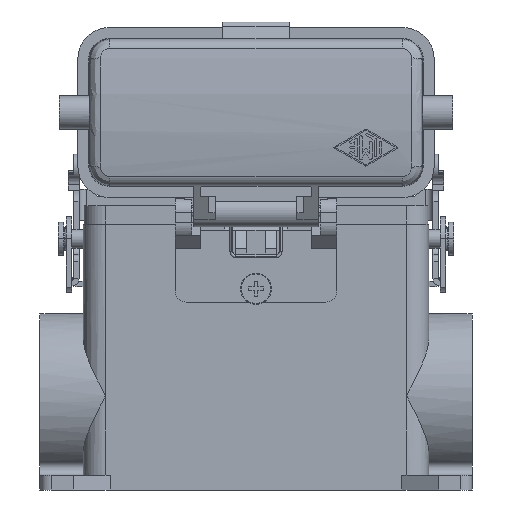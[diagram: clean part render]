
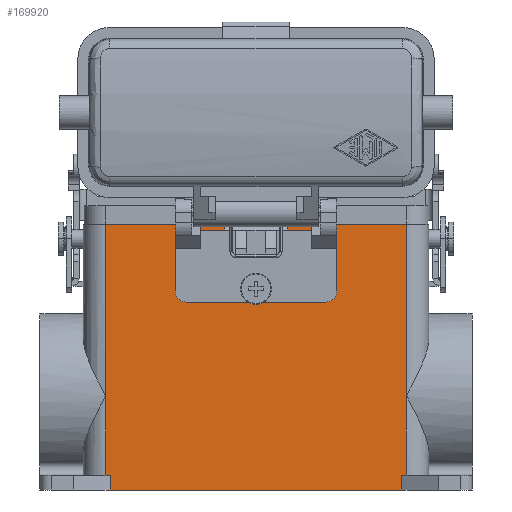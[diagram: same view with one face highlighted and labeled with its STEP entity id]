
A CAD part, left-side view. The second image highlights one B-rep face of the part: STEP entity #169920.
In plain terms, the highlighted face is planar.
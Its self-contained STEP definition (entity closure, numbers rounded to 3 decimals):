
#17920=CARTESIAN_POINT('',(-21.9,22.25,2.4));
#17930=VERTEX_POINT('',#17920);
#18220=CARTESIAN_POINT('',(-8.5,22.25,2.4));
#18230=VERTEX_POINT('',#18220);
#18260=CARTESIAN_POINT('',(0.,22.25,2.4));
#18270=DIRECTION('',(-1.,0.,0.));
#18280=VECTOR('',#18270,1.);
#18290=LINE('',#18260,#18280);
#18300=EDGE_CURVE('',#18230,#17930,#18290,.T.);
#24890=CARTESIAN_POINT('',(21.9,22.25,-14.1));
#24900=VERTEX_POINT('',#24890);
#24930=CARTESIAN_POINT('',(21.9,22.25,0.));
#24940=DIRECTION('',(0.,0.,1.));
#24950=VECTOR('',#24940,1.);
#24960=LINE('',#24930,#24950);
#24970=CARTESIAN_POINT('',(21.9,22.25,2.4));
#24980=VERTEX_POINT('',#24970);
#24990=EDGE_CURVE('',#24900,#24980,#24960,.T.);
#33790=CARTESIAN_POINT('',(-18.9,22.25,-17.1));
#33800=VERTEX_POINT('',#33790);
#33830=CARTESIAN_POINT('',(0.,22.25,-17.1));
#33840=DIRECTION('',(1.,0.,0.));
#33850=VECTOR('',#33840,1.);
#33860=LINE('',#33830,#33850);
#33870=CARTESIAN_POINT('',(18.9,22.25,-17.1));
#33880=VERTEX_POINT('',#33870);
#33890=EDGE_CURVE('',#33800,#33880,#33860,.T.);
#38590=CARTESIAN_POINT('',(-21.9,22.25,-14.1));
#38600=VERTEX_POINT('',#38590);
#38630=CARTESIAN_POINT('',(-18.9,22.25,-14.1));
#38640=DIRECTION('',(0.,-1.,0.));
#38650=DIRECTION('',(-1.,0.,0.));
#38660=AXIS2_PLACEMENT_3D('',#38630,#38640,#38650);
#38670=CIRCLE('',#38660,3.);
#38680=EDGE_CURVE('',#38600,#33800,#38670,.T.);
#75670=CARTESIAN_POINT('',(-8.5,22.25,4.));
#75680=VERTEX_POINT('',#75670);
#75710=CARTESIAN_POINT('',(-8.5,22.25,0.));
#75720=DIRECTION('',(0.,0.,-1.));
#75730=VECTOR('',#75720,1.);
#75740=LINE('',#75710,#75730);
#75750=EDGE_CURVE('',#75680,#18230,#75740,.T.);
#78880=CARTESIAN_POINT('',(40.75,22.25,-42.5));
#78890=VERTEX_POINT('',#78880);
#78920=CARTESIAN_POINT('',(40.75,22.25,-68.));
#78930=DIRECTION('',(0.,0.,1.));
#78940=VECTOR('',#78930,1.);
#78950=LINE('',#78920,#78940);
#78960=CARTESIAN_POINT('',(40.75,22.25,-64.));
#78970=VERTEX_POINT('',#78960);
#78980=EDGE_CURVE('',#78970,#78890,#78950,.T.);
#100640=CARTESIAN_POINT('',(0.,22.25,2.4));
#100650=DIRECTION('',(-1.,0.,0.));
#100660=VECTOR('',#100650,1.);
#100670=LINE('',#100640,#100660);
#100680=CARTESIAN_POINT('',(8.5,22.25,2.4));
#100690=VERTEX_POINT('',#100680);
#100700=EDGE_CURVE('',#24980,#100690,#100670,.T.);
#124630=CARTESIAN_POINT('',(18.9,22.25,-14.1));
#124640=DIRECTION('',(0.,1.,0.));
#124650=DIRECTION('',(1.,0.,0.));
#124660=AXIS2_PLACEMENT_3D('',#124630,#124640,#124650);
#124670=CIRCLE('',#124660,3.);
#124680=EDGE_CURVE('',#24900,#33880,#124670,.T.);
#139970=CARTESIAN_POINT('',(-39.5,22.25,-64.));
#139980=VERTEX_POINT('',#139970);
#140010=CARTESIAN_POINT('',(-40.75,22.25,-64.));
#140020=DIRECTION('',(1.,0.,0.));
#140030=VECTOR('',#140020,1.25);
#140040=LINE('',#140010,#140030);
#140050=CARTESIAN_POINT('',(-40.75,22.25,-64.));
#140060=VERTEX_POINT('',#140050);
#140070=EDGE_CURVE('',#140060,#139980,#140040,.T.);
#141900=CARTESIAN_POINT('',(39.5,22.25,-68.));
#141910=VERTEX_POINT('',#141900);
#141940=CARTESIAN_POINT('',(-39.5,22.25,-68.));
#141950=DIRECTION('',(1.,0.,0.));
#141960=VECTOR('',#141950,79.);
#141970=LINE('',#141940,#141960);
#141980=CARTESIAN_POINT('',(-39.5,22.25,-68.));
#141990=VERTEX_POINT('',#141980);
#142000=EDGE_CURVE('',#141990,#141910,#141970,.T.);
#142500=CARTESIAN_POINT('',(-21.9,22.25,0.));
#142510=DIRECTION('',(0.,0.,1.));
#142520=VECTOR('',#142510,1.);
#142530=LINE('',#142500,#142520);
#142540=EDGE_CURVE('',#38600,#17930,#142530,.T.);
#148800=CARTESIAN_POINT('',(40.75,22.25,4.));
#148810=VERTEX_POINT('',#148800);
#148840=EDGE_CURVE('',#78890,#148810,#78950,.T.);
#149250=CARTESIAN_POINT('',(-40.75,22.25,4.));
#149260=VERTEX_POINT('',#149250);
#149290=CARTESIAN_POINT('',(-40.75,22.25,4.));
#149300=DIRECTION('',(1.,0.,0.));
#149310=VECTOR('',#149300,81.5);
#149320=LINE('',#149290,#149310);
#149330=EDGE_CURVE('',#149260,#75680,#149320,.T.);
#150120=CARTESIAN_POINT('',(8.5,22.25,4.));
#150130=VERTEX_POINT('',#150120);
#150160=EDGE_CURVE('',#150130,#148810,#149320,.T.);
#168350=CARTESIAN_POINT('',(-40.75,22.25,-64.));
#168360=DIRECTION('',(0.,0.,1.));
#168370=VECTOR('',#168360,69.);
#168380=LINE('',#168350,#168370);
#168390=CARTESIAN_POINT('',(-40.75,22.25,-42.5));
#168400=VERTEX_POINT('',#168390);
#168410=EDGE_CURVE('',#168400,#149260,#168380,.T.);
#169420=CARTESIAN_POINT('',(-39.5,22.25,-68.));
#169430=DIRECTION('',(0.,1.,0.));
#169440=DIRECTION('',(0.,0.,1.));
#169450=AXIS2_PLACEMENT_3D('',#169420,#169430,#169440);
#169460=PLANE('',#169450);
#169470=CARTESIAN_POINT('',(39.5,22.25,-64.));
#169480=DIRECTION('',(1.,0.,0.));
#169490=VECTOR('',#169480,1.25);
#169500=LINE('',#169470,#169490);
#169510=CARTESIAN_POINT('',(39.5,22.25,-64.));
#169520=VERTEX_POINT('',#169510);
#169530=EDGE_CURVE('',#169520,#78970,#169500,.T.);
#169540=ORIENTED_EDGE('',*,*,#169530,.F.);
#169550=ORIENTED_EDGE('',*,*,#78980,.F.);
#169560=ORIENTED_EDGE('',*,*,#148840,.F.);
#169570=ORIENTED_EDGE('',*,*,#150160,.T.);
#169580=CARTESIAN_POINT('',(8.5,22.25,0.));
#169590=DIRECTION('',(0.,0.,-1.));
#169600=VECTOR('',#169590,1.);
#169610=LINE('',#169580,#169600);
#169620=EDGE_CURVE('',#150130,#100690,#169610,.T.);
#169630=ORIENTED_EDGE('',*,*,#169620,.F.);
#169640=ORIENTED_EDGE('',*,*,#100700,.T.);
#169650=ORIENTED_EDGE('',*,*,#24990,.T.);
#169660=ORIENTED_EDGE('',*,*,#124680,.F.);
#169670=ORIENTED_EDGE('',*,*,#33890,.T.);
#169680=ORIENTED_EDGE('',*,*,#38680,.T.);
#169690=ORIENTED_EDGE('',*,*,#142540,.F.);
#169700=ORIENTED_EDGE('',*,*,#18300,.T.);
#169710=ORIENTED_EDGE('',*,*,#75750,.T.);
#169720=ORIENTED_EDGE('',*,*,#149330,.T.);
#169730=ORIENTED_EDGE('',*,*,#168410,.T.);
#169740=EDGE_CURVE('',#140060,#168400,#168380,.T.);
#169750=ORIENTED_EDGE('',*,*,#169740,.T.);
#169760=ORIENTED_EDGE('',*,*,#140070,.F.);
#169770=CARTESIAN_POINT('',(-39.5,22.25,-68.));
#169780=DIRECTION('',(0.,0.,1.));
#169790=VECTOR('',#169780,4.);
#169800=LINE('',#169770,#169790);
#169810=EDGE_CURVE('',#141990,#139980,#169800,.T.);
#169820=ORIENTED_EDGE('',*,*,#169810,.T.);
#169830=ORIENTED_EDGE('',*,*,#142000,.F.);
#169840=CARTESIAN_POINT('',(39.5,22.25,-68.));
#169850=DIRECTION('',(0.,0.,1.));
#169860=VECTOR('',#169850,4.);
#169870=LINE('',#169840,#169860);
#169880=EDGE_CURVE('',#141910,#169520,#169870,.T.);
#169890=ORIENTED_EDGE('',*,*,#169880,.F.);
#169900=EDGE_LOOP('',(#169890,#169830,#169820,#169760,#169750,#169730,
#169720,#169710,#169700,#169690,#169680,#169670,#169660,#169650,#169640,
#169630,#169570,#169560,#169550,#169540));
#169910=FACE_OUTER_BOUND('',#169900,.T.);
#169920=ADVANCED_FACE('',(#169910),#169460,.T.);
